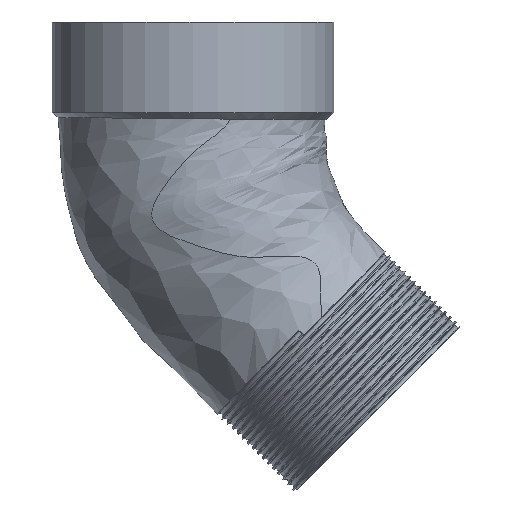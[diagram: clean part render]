
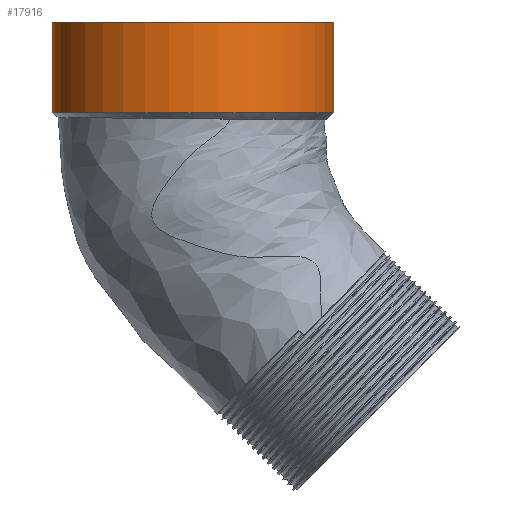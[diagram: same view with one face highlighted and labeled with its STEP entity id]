
A CAD part, front view. The second image highlights one B-rep face of the part: STEP entity #17916.
In plain terms, the highlighted cylindrical face has radius 29.5 mm (diameter 59 mm), a partial arc.
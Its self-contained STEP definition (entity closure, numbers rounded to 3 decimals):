
#6 = VERTEX_POINT ( 'NONE', #754 ) ;
#9 = VERTEX_POINT ( 'NONE', #755 ) ;
#15 = VERTEX_POINT ( 'NONE', #763 ) ;
#23 = VERTEX_POINT ( 'NONE', #767 ) ;
#754 = CARTESIAN_POINT ( 'NONE',  ( 18.8, 0., -19. ) ) ;
#755 = CARTESIAN_POINT ( 'NONE',  ( -40.2, 0., -19. ) ) ;
#763 = CARTESIAN_POINT ( 'NONE',  ( -40.2, 0., 0. ) ) ;
#767 = CARTESIAN_POINT ( 'NONE',  ( 18.8, 0., 0. ) ) ;
#6013 = DIRECTION ( 'NONE',  ( 1., 0., 0. ) ) ;
#6015 = DIRECTION ( 'NONE',  ( 0., 0., 1. ) ) ;
#6017 = CARTESIAN_POINT ( 'NONE',  ( -10.7, 0., 0. ) ) ;
#16972 = CARTESIAN_POINT ( 'NONE',  ( 18.8, 0., 0. ) ) ;
#16974 = DIRECTION ( 'NONE',  ( 0., 0., 1. ) ) ;
#17016 = CARTESIAN_POINT ( 'NONE',  ( -40.2, 0., 0. ) ) ;
#17018 = DIRECTION ( 'NONE',  ( 0., 0., 1. ) ) ;
#17916 = ADVANCED_FACE ( 'NONE', ( #21202 ), #21201, .T. ) ;
#19178 = CARTESIAN_POINT ( 'NONE',  ( -10.7, 0., 0. ) ) ;
#19179 = DIRECTION ( 'NONE',  ( 0., 0., 1. ) ) ;
#19180 = DIRECTION ( 'NONE',  ( 1., 0., 0. ) ) ;
#19281 = CARTESIAN_POINT ( 'NONE',  ( -10.7, 0., -19. ) ) ;
#19282 = DIRECTION ( 'NONE',  ( 0., 0., 1. ) ) ;
#19283 = DIRECTION ( 'NONE',  ( 1., 0., 0. ) ) ;
#20614 = EDGE_LOOP ( 'NONE', ( #20896, #20897, #20898, #20899 ) ) ;
#20896 = ORIENTED_EDGE ( 'NONE', *, *, #21066, .F. ) ;
#20897 = ORIENTED_EDGE ( 'NONE', *, *, #21136, .T. ) ;
#20898 = ORIENTED_EDGE ( 'NONE', *, *, #21062, .T. ) ;
#20899 = ORIENTED_EDGE ( 'NONE', *, *, #21129, .F. ) ;
#21062 = EDGE_CURVE ( 'NONE', #6, #23, #21233, .T. ) ;
#21066 = EDGE_CURVE ( 'NONE', #9, #15, #21237, .T. ) ;
#21129 = EDGE_CURVE ( 'NONE', #15, #23, #21249, .T. ) ;
#21136 = EDGE_CURVE ( 'NONE', #9, #6, #21246, .T. ) ;
#21201 = CYLINDRICAL_SURFACE ( 'NONE', #23042, 29.5 ) ;
#21202 = FACE_OUTER_BOUND ( 'NONE', #20614, .T. ) ;
#21232 = VECTOR ( 'NONE', #16974, 1000. ) ;
#21233 = LINE ( 'NONE', #16972, #21232 ) ;
#21234 = VECTOR ( 'NONE', #17018, 1000. ) ;
#21237 = LINE ( 'NONE', #17016, #21234 ) ;
#21246 = CIRCLE ( 'NONE', #23055, 29.5 ) ;
#21249 = CIRCLE ( 'NONE', #23054, 29.5 ) ;
#23042 = AXIS2_PLACEMENT_3D ( 'NONE', #6017, #6015, #6013 ) ;
#23054 = AXIS2_PLACEMENT_3D ( 'NONE', #19178, #19179, #19180 ) ;
#23055 = AXIS2_PLACEMENT_3D ( 'NONE', #19281, #19282, #19283 ) ;
